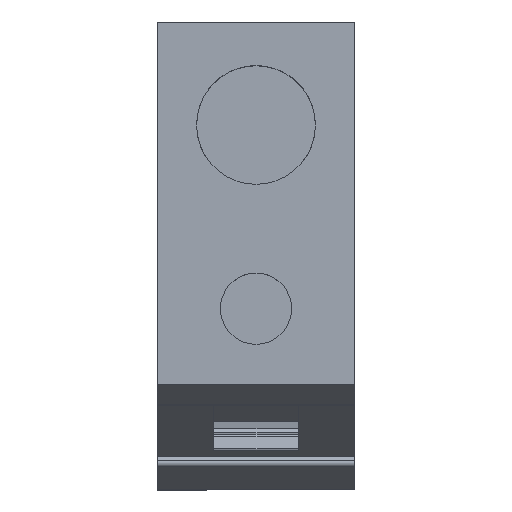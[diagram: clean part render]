
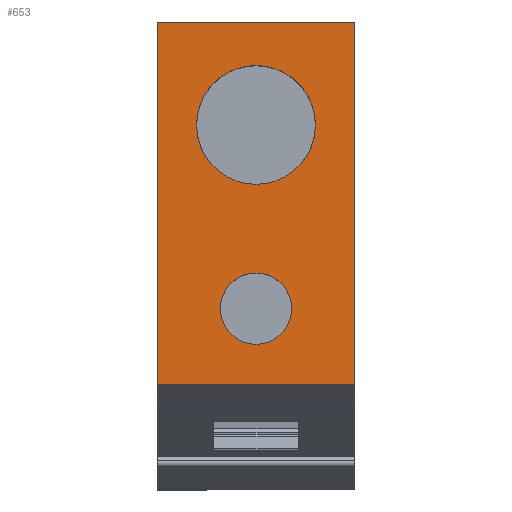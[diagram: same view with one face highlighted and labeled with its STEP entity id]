
A CAD part, top view. The second image highlights one B-rep face of the part: STEP entity #653.
In plain terms, the highlighted planar face has unit normal (0, 0, 1).
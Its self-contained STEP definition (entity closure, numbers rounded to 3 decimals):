
#574=AXIS2_PLACEMENT_3D('Plane Axis2P3D',#571,#572,#573) ;
#603=AXIS2_PLACEMENT_3D('Circle Axis2P3D',#601,#602,$) ;
#612=AXIS2_PLACEMENT_3D('Circle Axis2P3D',#610,#611,$) ;
#621=AXIS2_PLACEMENT_3D('Circle Axis2P3D',#619,#620,$) ;
#630=AXIS2_PLACEMENT_3D('Circle Axis2P3D',#628,#629,$) ;
#637=AXIS2_PLACEMENT_3D('Circle Axis2P3D',#635,#636,$) ;
#644=AXIS2_PLACEMENT_3D('Circle Axis2P3D',#642,#643,$) ;
#542=CARTESIAN_POINT('Vertex',(12.5,6.596,60.3)) ;
#545=CARTESIAN_POINT('Line Origine',(6.25,6.596,60.3)) ;
#549=CARTESIAN_POINT('Vertex',(0.,6.596,60.3)) ;
#571=CARTESIAN_POINT('Axis2P3D Location',(6.25,6.596,60.3)) ;
#576=CARTESIAN_POINT('Line Origine',(0.,18.048,60.3)) ;
#580=CARTESIAN_POINT('Vertex',(0.,29.5,60.3)) ;
#583=CARTESIAN_POINT('Line Origine',(12.5,18.048,60.3)) ;
#587=CARTESIAN_POINT('Vertex',(12.5,29.5,60.3)) ;
#590=CARTESIAN_POINT('Line Origine',(6.25,29.5,60.3)) ;
#601=CARTESIAN_POINT('Axis2P3D Location',(6.25,11.4,60.3)) ;
#605=CARTESIAN_POINT('Vertex',(6.25,13.65,60.3)) ;
#607=CARTESIAN_POINT('Vertex',(6.25,9.15,60.3)) ;
#610=CARTESIAN_POINT('Axis2P3D Location',(6.25,11.4,60.3)) ;
#619=CARTESIAN_POINT('Axis2P3D Location',(6.25,23.,60.3)) ;
#623=CARTESIAN_POINT('Vertex',(2.959,24.798,60.3)) ;
#625=CARTESIAN_POINT('Vertex',(6.25,26.75,60.3)) ;
#628=CARTESIAN_POINT('Axis2P3D Location',(6.25,23.,60.3)) ;
#632=CARTESIAN_POINT('Vertex',(9.541,24.798,60.3)) ;
#635=CARTESIAN_POINT('Axis2P3D Location',(6.25,23.,60.3)) ;
#639=CARTESIAN_POINT('Vertex',(6.25,19.25,60.3)) ;
#642=CARTESIAN_POINT('Axis2P3D Location',(6.25,23.,60.3)) ;
#546=DIRECTION('Vector Direction',(1.,0.,0.)) ;
#572=DIRECTION('Axis2P3D Direction',(0.,0.,1.)) ;
#573=DIRECTION('Axis2P3D XDirection',(0.,1.,0.)) ;
#577=DIRECTION('Vector Direction',(0.,-1.,0.)) ;
#584=DIRECTION('Vector Direction',(0.,1.,0.)) ;
#591=DIRECTION('Vector Direction',(1.,0.,0.)) ;
#602=DIRECTION('Axis2P3D Direction',(0.,0.,1.)) ;
#611=DIRECTION('Axis2P3D Direction',(0.,0.,1.)) ;
#620=DIRECTION('Axis2P3D Direction',(0.,0.,1.)) ;
#629=DIRECTION('Axis2P3D Direction',(0.,0.,1.)) ;
#636=DIRECTION('Axis2P3D Direction',(0.,0.,1.)) ;
#643=DIRECTION('Axis2P3D Direction',(0.,0.,1.)) ;
#547=VECTOR('Line Direction',#546,1.) ;
#578=VECTOR('Line Direction',#577,1.) ;
#585=VECTOR('Line Direction',#584,1.) ;
#592=VECTOR('Line Direction',#591,1.) ;
#596=ORIENTED_EDGE('',*,*,#582,.F.) ;
#597=ORIENTED_EDGE('',*,*,#551,.T.) ;
#598=ORIENTED_EDGE('',*,*,#589,.T.) ;
#599=ORIENTED_EDGE('',*,*,#594,.F.) ;
#616=ORIENTED_EDGE('',*,*,#609,.F.) ;
#617=ORIENTED_EDGE('',*,*,#614,.F.) ;
#648=ORIENTED_EDGE('',*,*,#627,.T.) ;
#649=ORIENTED_EDGE('',*,*,#634,.F.) ;
#650=ORIENTED_EDGE('',*,*,#641,.F.) ;
#651=ORIENTED_EDGE('',*,*,#646,.T.) ;
#618=FACE_BOUND('',#615,.T.) ;
#652=FACE_BOUND('',#647,.T.) ;
#653=ADVANCED_FACE('Hauptk\X2\00F6\X0\rper',(#600,#618,#652),#575,.T.) ;
#604=CIRCLE('generated circle',#603,2.25) ;
#613=CIRCLE('generated circle',#612,2.25) ;
#622=CIRCLE('generated circle',#621,3.75) ;
#631=CIRCLE('generated circle',#630,3.75) ;
#638=CIRCLE('generated circle',#637,3.75) ;
#645=CIRCLE('generated circle',#644,3.75) ;
#551=EDGE_CURVE('',#550,#543,#548,.T.) ;
#582=EDGE_CURVE('',#550,#581,#579,.F.) ;
#589=EDGE_CURVE('',#543,#588,#586,.T.) ;
#594=EDGE_CURVE('',#581,#588,#593,.T.) ;
#609=EDGE_CURVE('',#606,#608,#604,.T.) ;
#614=EDGE_CURVE('',#608,#606,#613,.T.) ;
#627=EDGE_CURVE('',#624,#626,#622,.F.) ;
#634=EDGE_CURVE('',#633,#626,#631,.T.) ;
#641=EDGE_CURVE('',#640,#633,#638,.T.) ;
#646=EDGE_CURVE('',#640,#624,#645,.F.) ;
#595=EDGE_LOOP('',(#596,#597,#598,#599)) ;
#615=EDGE_LOOP('',(#616,#617)) ;
#647=EDGE_LOOP('',(#648,#649,#650,#651)) ;
#600=FACE_OUTER_BOUND('',#595,.T.) ;
#548=LINE('Line',#545,#547) ;
#579=LINE('Line',#576,#578) ;
#586=LINE('Line',#583,#585) ;
#593=LINE('Line',#590,#592) ;
#575=PLANE('',#574) ;
#543=VERTEX_POINT('',#542) ;
#550=VERTEX_POINT('',#549) ;
#581=VERTEX_POINT('',#580) ;
#588=VERTEX_POINT('',#587) ;
#606=VERTEX_POINT('',#605) ;
#608=VERTEX_POINT('',#607) ;
#624=VERTEX_POINT('',#623) ;
#626=VERTEX_POINT('',#625) ;
#633=VERTEX_POINT('',#632) ;
#640=VERTEX_POINT('',#639) ;
